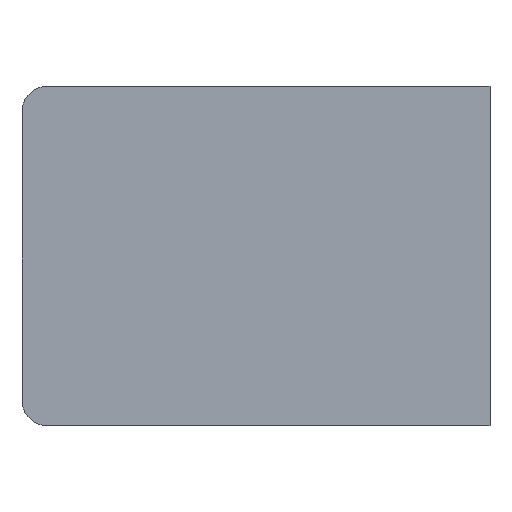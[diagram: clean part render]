
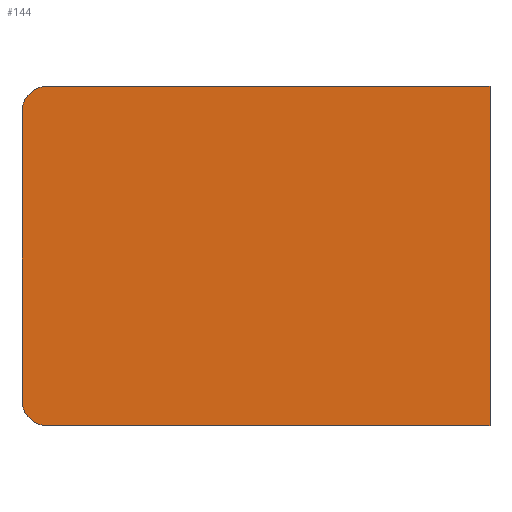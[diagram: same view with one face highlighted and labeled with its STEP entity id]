
A CAD part, top view. The second image highlights one B-rep face of the part: STEP entity #144.
In plain terms, the highlighted planar face has unit normal (0, 0, 1).
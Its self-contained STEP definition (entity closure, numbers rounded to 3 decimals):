
#15=CIRCLE('',#163,4.);
#17=CIRCLE('',#167,4.);
#28=FACE_OUTER_BOUND('',#36,.T.);
#36=EDGE_LOOP('',(#125,#126,#127,#128,#129,#130));
#37=LINE('',#215,#51);
#41=LINE('',#223,#55);
#44=LINE('',#229,#58);
#48=LINE('',#241,#62);
#51=VECTOR('',#175,10.);
#55=VECTOR('',#181,10.);
#58=VECTOR('',#186,10.);
#62=VECTOR('',#198,10.);
#65=VERTEX_POINT('',#213);
#66=VERTEX_POINT('',#214);
#69=VERTEX_POINT('',#222);
#71=VERTEX_POINT('',#228);
#73=VERTEX_POINT('',#234);
#75=VERTEX_POINT('',#240);
#77=EDGE_CURVE('',#65,#66,#37,.T.);
#81=EDGE_CURVE('',#69,#66,#41,.T.);
#84=EDGE_CURVE('',#69,#71,#44,.T.);
#87=EDGE_CURVE('',#73,#71,#15,.T.);
#90=EDGE_CURVE('',#75,#73,#48,.T.);
#93=EDGE_CURVE('',#65,#75,#17,.T.);
#125=ORIENTED_EDGE('',*,*,#93,.F.);
#126=ORIENTED_EDGE('',*,*,#77,.T.);
#127=ORIENTED_EDGE('',*,*,#81,.F.);
#128=ORIENTED_EDGE('',*,*,#84,.T.);
#129=ORIENTED_EDGE('',*,*,#87,.F.);
#130=ORIENTED_EDGE('',*,*,#90,.F.);
#136=PLANE('',#170);
#144=ADVANCED_FACE('',(#28),#136,.F.);
#163=AXIS2_PLACEMENT_3D('',#235,#191,#192);
#167=AXIS2_PLACEMENT_3D('',#246,#203,#204);
#170=AXIS2_PLACEMENT_3D('',#249,#209,#210);
#175=DIRECTION('',(1.,0.,0.));
#181=DIRECTION('',(0.,-1.,0.));
#186=DIRECTION('',(-1.,0.,0.));
#191=DIRECTION('center_axis',(0.,0.,-1.));
#192=DIRECTION('ref_axis',(-1.,0.,0.));
#198=DIRECTION('',(0.,1.,0.));
#203=DIRECTION('center_axis',(0.,0.,-1.));
#204=DIRECTION('ref_axis',(0.,-1.,0.));
#209=DIRECTION('center_axis',(0.,0.,-1.));
#210=DIRECTION('ref_axis',(1.,0.,0.));
#213=CARTESIAN_POINT('',(-32.5,-26.5,1.));
#214=CARTESIAN_POINT('',(36.5,-26.5,1.));
#215=CARTESIAN_POINT('',(-32.5,-26.5,1.));
#222=CARTESIAN_POINT('',(36.5,26.5,1.));
#223=CARTESIAN_POINT('',(36.5,26.5,1.));
#228=CARTESIAN_POINT('',(-32.5,26.5,1.));
#229=CARTESIAN_POINT('',(36.5,26.5,1.));
#234=CARTESIAN_POINT('',(-36.5,22.5,1.));
#235=CARTESIAN_POINT('Origin',(-32.5,22.5,1.));
#240=CARTESIAN_POINT('',(-36.5,-22.5,1.));
#241=CARTESIAN_POINT('',(-36.5,-22.5,1.));
#246=CARTESIAN_POINT('Origin',(-32.5,-22.5,1.));
#249=CARTESIAN_POINT('Origin',(0.,0.,
1.));
